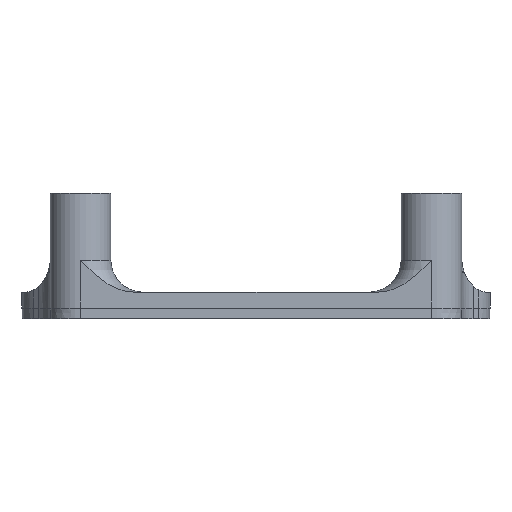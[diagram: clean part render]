
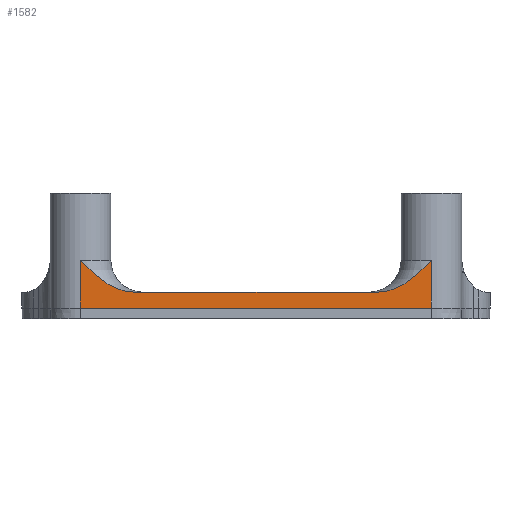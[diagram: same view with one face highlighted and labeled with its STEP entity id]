
A CAD part, left-side view. The second image highlights one B-rep face of the part: STEP entity #1582.
In plain terms, the highlighted planar face has unit normal (-1, 0, 0).
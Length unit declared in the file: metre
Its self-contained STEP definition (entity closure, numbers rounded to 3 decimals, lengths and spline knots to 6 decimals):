
#41=B_SPLINE_CURVE_WITH_KNOTS('',3,(#2436,#2437,#2438,#2439,#2440),
 .UNSPECIFIED.,.F.,.F.,(4,1,4),(0.,0.003036,0.006072),
 .UNSPECIFIED.);
#56=B_SPLINE_CURVE_WITH_KNOTS('',3,(#2532,#2533,#2534,#2535,#2536),
 .UNSPECIFIED.,.F.,.F.,(4,1,4),(0.,0.003036,0.006072),
 .UNSPECIFIED.);
#242=ORIENTED_EDGE('',*,*,#692,.T.);
#243=ORIENTED_EDGE('',*,*,#693,.T.);
#244=ORIENTED_EDGE('',*,*,#694,.F.);
#245=ORIENTED_EDGE('',*,*,#695,.T.);
#246=ORIENTED_EDGE('',*,*,#608,.F.);
#247=ORIENTED_EDGE('',*,*,#672,.T.);
#608=EDGE_CURVE('',#838,#839,#985,.T.);
#672=EDGE_CURVE('',#838,#901,#41,.T.);
#692=EDGE_CURVE('',#901,#916,#1024,.T.);
#693=EDGE_CURVE('',#916,#917,#1025,.T.);
#694=EDGE_CURVE('',#918,#917,#1026,.T.);
#695=EDGE_CURVE('',#918,#839,#56,.F.);
#838=VERTEX_POINT('',#2299);
#839=VERTEX_POINT('',#2301);
#901=VERTEX_POINT('',#2435);
#916=VERTEX_POINT('',#2527);
#917=VERTEX_POINT('',#2529);
#918=VERTEX_POINT('',#2531);
#985=LINE('',#2300,#1129);
#1024=LINE('',#2526,#1168);
#1025=LINE('',#2528,#1169);
#1026=LINE('',#2530,#1170);
#1129=VECTOR('',#1854,1.);
#1168=VECTOR('',#1965,1.);
#1169=VECTOR('',#1966,1.);
#1170=VECTOR('',#1967,1.);
#1289=EDGE_LOOP('',(#242,#243,#244,#245,#246,#247));
#1415=FACE_BOUND('',#1289,.T.);
#1518=PLANE('',#1722);
#1582=ADVANCED_FACE('',(#1415),#1518,.F.);
#1722=AXIS2_PLACEMENT_3D('',#2525,#1963,#1964);
#1854=DIRECTION('',(0.,-1.,0.));
#1963=DIRECTION('',(1.,0.,0.));
#1964=DIRECTION('',(0.,0.,-1.));
#1965=DIRECTION('',(0.,0.,-1.));
#1966=DIRECTION('',(0.,-1.,0.));
#1967=DIRECTION('',(0.,0.,-1.));
#2299=CARTESIAN_POINT('',(-0.02685,0.011391,0.0025));
#2300=CARTESIAN_POINT('',(-0.02685,0.,0.0025));
#2301=CARTESIAN_POINT('',(-0.02685,-0.011391,0.0025));
#2435=CARTESIAN_POINT('',(-0.02685,0.0165,0.0055));
#2436=CARTESIAN_POINT('',(-0.02685,0.011391,0.0025));
#2437=CARTESIAN_POINT('',(-0.02685,0.012419,0.0025));
#2438=CARTESIAN_POINT('',(-0.02685,0.014356,0.003299));
#2439=CARTESIAN_POINT('',(-0.02685,0.015794,0.004775));
#2440=CARTESIAN_POINT('',(-0.02685,0.0165,0.0055));
#2525=CARTESIAN_POINT('',(-0.02685,0.,0.0025));
#2526=CARTESIAN_POINT('',(-0.02685,0.0165,0.0025));
#2527=CARTESIAN_POINT('',(-0.02685,0.0165,0.001));
#2528=CARTESIAN_POINT('',(-0.02685,0.,0.001));
#2529=CARTESIAN_POINT('',(-0.02685,-0.0165,0.001));
#2530=CARTESIAN_POINT('',(-0.02685,-0.0165,0.0025));
#2531=CARTESIAN_POINT('',(-0.02685,-0.0165,0.0055));
#2532=CARTESIAN_POINT('',(-0.02685,-0.011391,0.0025));
#2533=CARTESIAN_POINT('',(-0.02685,-0.012419,0.0025));
#2534=CARTESIAN_POINT('',(-0.02685,-0.014356,0.003299));
#2535=CARTESIAN_POINT('',(-0.02685,-0.015794,0.004775));
#2536=CARTESIAN_POINT('',(-0.02685,-0.0165,0.0055));
